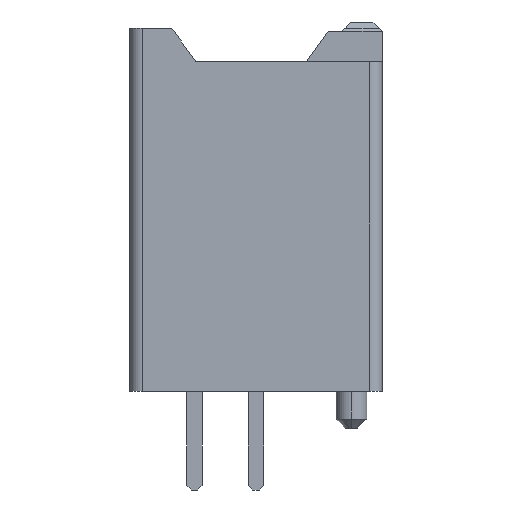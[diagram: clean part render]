
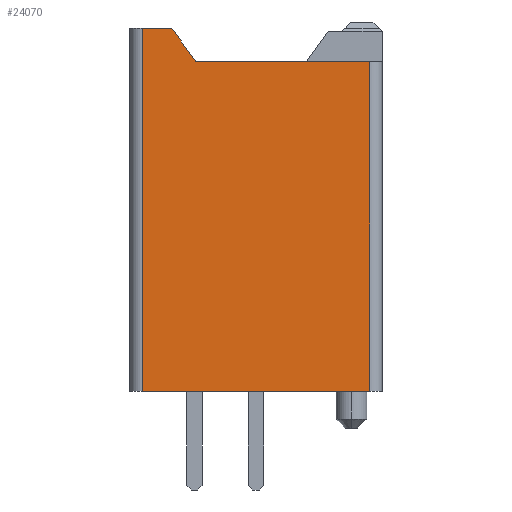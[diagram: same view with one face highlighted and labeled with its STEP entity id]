
A CAD part, left-side view. The second image highlights one B-rep face of the part: STEP entity #24070.
In plain terms, the highlighted planar face has unit normal (-1, 0, 0).
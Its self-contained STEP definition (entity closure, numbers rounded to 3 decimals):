
#153 = CARTESIAN_POINT ( 'NONE',  ( -7., -2.634, 10.716 ) ) ;
#622 = VECTOR ( 'NONE', #16194, 1000. ) ;
#966 = VECTOR ( 'NONE', #10297, 1000. ) ;
#1044 = CARTESIAN_POINT ( 'NONE',  ( -7., 2.7, 0. ) ) ;
#1162 = CARTESIAN_POINT ( 'NONE',  ( -7., 1.678, 11.717 ) ) ;
#1602 = LINE ( 'NONE', #15477, #3547 ) ;
#1830 = LINE ( 'NONE', #1044, #966 ) ;
#2482 = ORIENTED_EDGE ( 'NONE', *, *, #24987, .T. ) ;
#2537 = DIRECTION ( 'NONE',  ( 0., 1., 0. ) ) ;
#2787 = DIRECTION ( 'NONE',  ( 1., 0., 0. ) ) ;
#3547 = VECTOR ( 'NONE', #19578, 1000. ) ;
#4607 = CARTESIAN_POINT ( 'NONE',  ( -7., 2.7, 0. ) ) ;
#4615 = EDGE_CURVE ( 'NONE', #15222, #23646, #15149, .T. ) ;
#5770 = EDGE_CURVE ( 'NONE', #22054, #13148, #12967, .T. ) ;
#5795 = LINE ( 'NONE', #153, #622 ) ;
#6076 = CARTESIAN_POINT ( 'NONE',  ( -7., 1.84, 11.6 ) ) ;
#7092 = VECTOR ( 'NONE', #23099, 1000. ) ;
#7900 = CARTESIAN_POINT ( 'NONE',  ( -7., -4.7, 0. ) ) ;
#8194 = FACE_OUTER_BOUND ( 'NONE', #12495, .T. ) ;
#8935 = ORIENTED_EDGE ( 'NONE', *, *, #21605, .T. ) ;
#10297 = DIRECTION ( 'NONE',  ( 0., -1., 0. ) ) ;
#10827 = ORIENTED_EDGE ( 'NONE', *, *, #5770, .T. ) ;
#11289 = CARTESIAN_POINT ( 'NONE',  ( -7., 1.84, 11.8 ) ) ;
#12250 = VECTOR ( 'NONE', #13156, 1000. ) ;
#12421 = CARTESIAN_POINT ( 'NONE',  ( -7., 2.7, 12. ) ) ;
#12495 = EDGE_LOOP ( 'NONE', ( #21599, #15360, #8935, #10827, #2482, #12840, #16467 ) ) ;
#12840 = ORIENTED_EDGE ( 'NONE', *, *, #17282, .F. ) ;
#12967 = LINE ( 'NONE', #22864, #14574 ) ;
#13148 = VERTEX_POINT ( 'NONE', #4607 ) ;
#13156 = DIRECTION ( 'NONE',  ( 0., 1., 0. ) ) ;
#14161 = DIRECTION ( 'NONE',  ( -1., 0., 0. ) ) ;
#14574 = VECTOR ( 'NONE', #16564, 1000. ) ;
#15068 = EDGE_CURVE ( 'NONE', #24365, #22670, #5795, .T. ) ;
#15149 = CIRCLE ( 'NONE', #24970, 0.2 ) ;
#15222 = VERTEX_POINT ( 'NONE', #1162 ) ;
#15227 = LINE ( 'NONE', #17261, #12250 ) ;
#15360 = ORIENTED_EDGE ( 'NONE', *, *, #4615, .T. ) ;
#15477 = CARTESIAN_POINT ( 'NONE',  ( -7., -4.7, 12. ) ) ;
#16194 = DIRECTION ( 'NONE',  ( 0., 1., 0. ) ) ;
#16392 = PLANE ( 'NONE',  #21841 ) ;
#16467 = ORIENTED_EDGE ( 'NONE', *, *, #15068, .T. ) ;
#16564 = DIRECTION ( 'NONE',  ( 0., 0., -1. ) ) ;
#17261 = CARTESIAN_POINT ( 'NONE',  ( -7., 1.738, 11.8 ) ) ;
#17282 = EDGE_CURVE ( 'NONE', #24365, #20627, #1602, .T. ) ;
#18619 = CARTESIAN_POINT ( 'NONE',  ( -7., -4.7, 10.716 ) ) ;
#19578 = DIRECTION ( 'NONE',  ( 0., 0., -1. ) ) ;
#20627 = VERTEX_POINT ( 'NONE', #7900 ) ;
#21599 = ORIENTED_EDGE ( 'NONE', *, *, #24567, .T. ) ;
#21605 = EDGE_CURVE ( 'NONE', #23646, #22054, #15227, .T. ) ;
#21841 = AXIS2_PLACEMENT_3D ( 'NONE', #12421, #2787, #2537 ) ;
#22021 = DIRECTION ( 'NONE',  ( 0., 1., 0. ) ) ;
#22054 = VERTEX_POINT ( 'NONE', #22711 ) ;
#22670 = VERTEX_POINT ( 'NONE', #24166 ) ;
#22711 = CARTESIAN_POINT ( 'NONE',  ( -7., 2.7, 11.8 ) ) ;
#22864 = CARTESIAN_POINT ( 'NONE',  ( -7., 2.7, 12. ) ) ;
#22975 = LINE ( 'NONE', #23222, #7092 ) ;
#23099 = DIRECTION ( 'NONE',  ( 0., 0.587, 0.81 ) ) ;
#23222 = CARTESIAN_POINT ( 'NONE',  ( -7., 0.952, 10.716 ) ) ;
#23646 = VERTEX_POINT ( 'NONE', #11289 ) ;
#24070 = ADVANCED_FACE ( 'NONE', ( #8194 ), #16392, .F. ) ;
#24166 = CARTESIAN_POINT ( 'NONE',  ( -7., 0.952, 10.716 ) ) ;
#24365 = VERTEX_POINT ( 'NONE', #18619 ) ;
#24567 = EDGE_CURVE ( 'NONE', #22670, #15222, #22975, .T. ) ;
#24970 = AXIS2_PLACEMENT_3D ( 'NONE', #6076, #14161, #22021 ) ;
#24987 = EDGE_CURVE ( 'NONE', #13148, #20627, #1830, .T. ) ;
